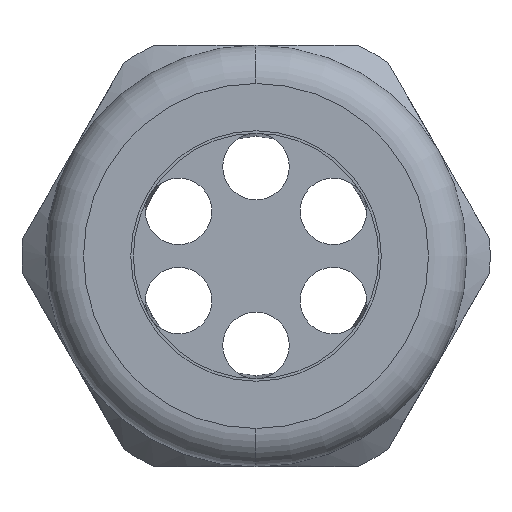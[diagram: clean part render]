
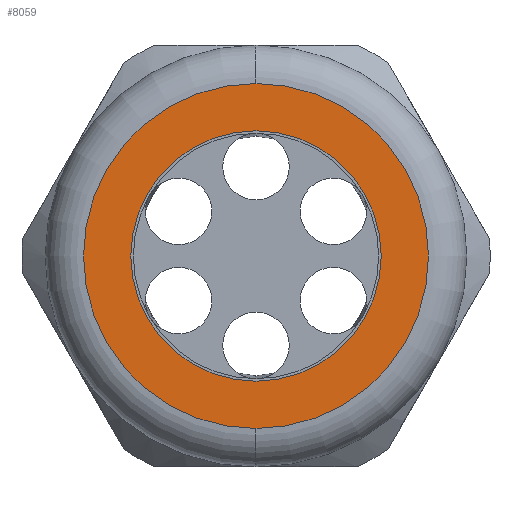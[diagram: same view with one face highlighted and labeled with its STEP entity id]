
A CAD part, left-side view. The second image highlights one B-rep face of the part: STEP entity #8059.
In plain terms, the highlighted planar face has unit normal (-1, 0, 0).
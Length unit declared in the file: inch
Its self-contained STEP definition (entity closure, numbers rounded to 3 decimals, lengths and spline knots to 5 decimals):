
#112 = ORIENTED_EDGE ( 'NONE', *, *, #2987, .T. ) ;
#113 = EDGE_CURVE ( 'NONE', #2218, #2505, #2139, .T. ) ;
#115 = ORIENTED_EDGE ( 'NONE', *, *, #113, .T. ) ;
#120 = EDGE_LOOP ( 'NONE', ( #115, #112 ) ) ;
#131 = EDGE_CURVE ( 'NONE', #7272, #7275, #2171, .T. ) ;
#148 = ORIENTED_EDGE ( 'NONE', *, *, #131, .T. ) ;
#160 = ORIENTED_EDGE ( 'NONE', *, *, #7271, .T. ) ;
#2132 = DIRECTION ( 'NONE',  ( 1., 0., 0. ) ) ;
#2133 = CARTESIAN_POINT ( 'NONE',  ( -1.72, 0., 0. ) ) ;
#2134 = AXIS2_PLACEMENT_3D ( 'NONE', #2133, #2132, #2193 ) ;
#2139 = CIRCLE ( 'NONE', #2134, 0.49 ) ;
#2168 = DIRECTION ( 'NONE',  ( 0., 0., 1. ) ) ;
#2169 = DIRECTION ( 'NONE',  ( -1., 0., 0. ) ) ;
#2170 = AXIS2_PLACEMENT_3D ( 'NONE', #2175, #2169, #2168 ) ;
#2171 = CIRCLE ( 'NONE', #2170, 0.675 ) ;
#2175 = CARTESIAN_POINT ( 'NONE',  ( -1.72, 0., 0. ) ) ;
#2193 = DIRECTION ( 'NONE',  ( 0., 0., -1. ) ) ;
#2218 = VERTEX_POINT ( 'NONE', #5257 ) ;
#2505 = VERTEX_POINT ( 'NONE', #5252 ) ;
#2987 = EDGE_CURVE ( 'NONE', #2505, #2218, #5247, .T. ) ;
#5243 = DIRECTION ( 'NONE',  ( 0., 0., -1. ) ) ;
#5244 = DIRECTION ( 'NONE',  ( 1., 0., 0. ) ) ;
#5245 = CARTESIAN_POINT ( 'NONE',  ( -1.72, 0., 0. ) ) ;
#5246 = AXIS2_PLACEMENT_3D ( 'NONE', #5245, #5244, #5243 ) ;
#5247 = CIRCLE ( 'NONE', #5246, 0.49 ) ;
#5252 = CARTESIAN_POINT ( 'NONE',  ( -1.72, 0., 0.49 ) ) ;
#5257 = CARTESIAN_POINT ( 'NONE',  ( -1.72, 0., -0.49 ) ) ;
#5331 = CARTESIAN_POINT ( 'NONE',  ( -1.72, 0., -0.675 ) ) ;
#5332 = DIRECTION ( 'NONE',  ( 0., 0., 1. ) ) ;
#5333 = DIRECTION ( 'NONE',  ( -1., 0., 0. ) ) ;
#5334 = CARTESIAN_POINT ( 'NONE',  ( -1.72, 0., 0. ) ) ;
#5335 = AXIS2_PLACEMENT_3D ( 'NONE', #5334, #5333, #5332 ) ;
#5340 = CIRCLE ( 'NONE', #5335, 0.675 ) ;
#5383 = CARTESIAN_POINT ( 'NONE',  ( -1.72, 0., 0.675 ) ) ;
#6886 = DIRECTION ( 'NONE',  ( 0., 0., 1. ) ) ;
#6887 = DIRECTION ( 'NONE',  ( -1., 0., 0. ) ) ;
#6888 = CARTESIAN_POINT ( 'NONE',  ( -1.72, 0.825, 0. ) ) ;
#6889 = AXIS2_PLACEMENT_3D ( 'NONE', #6888, #6887, #6886 ) ;
#6890 = PLANE ( 'NONE',  #6889 ) ;
#6891 = FACE_BOUND ( 'NONE', #120, .T. ) ;
#6892 = FACE_OUTER_BOUND ( 'NONE', #8049, .T. ) ;
#7271 = EDGE_CURVE ( 'NONE', #7275, #7272, #5340, .T. ) ;
#7272 = VERTEX_POINT ( 'NONE', #5331 ) ;
#7275 = VERTEX_POINT ( 'NONE', #5383 ) ;
#8049 = EDGE_LOOP ( 'NONE', ( #160, #148 ) ) ;
#8059 = ADVANCED_FACE ( 'NONE', ( #6892, #6891 ), #6890, .T. ) ;
